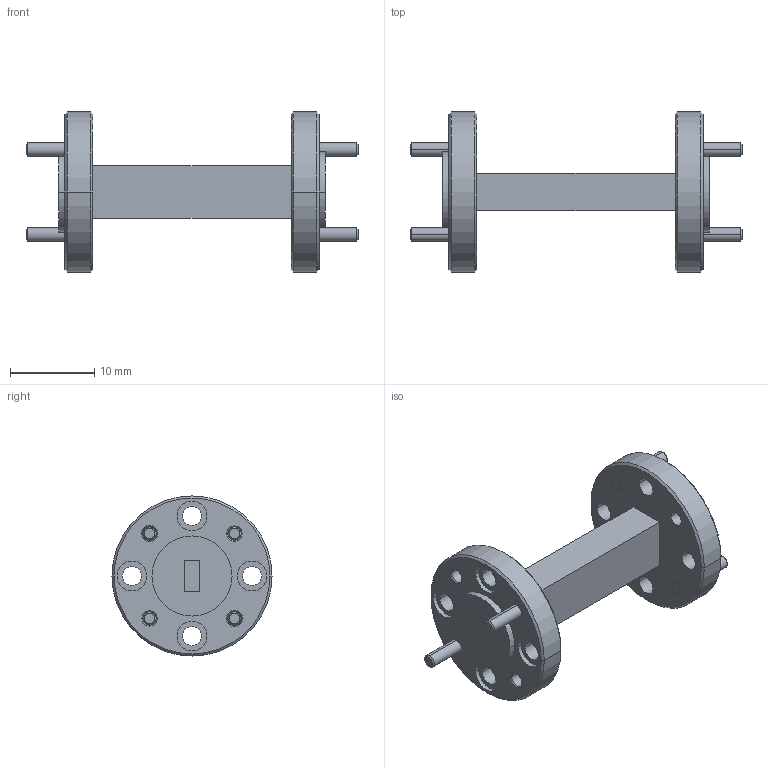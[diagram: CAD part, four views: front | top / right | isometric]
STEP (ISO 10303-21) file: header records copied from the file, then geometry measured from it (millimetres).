
FILE_DESCRIPTION (( 'STEP AP203' ), '1' );
FILE_NAME ('DEFEAUTRED SWG-15013-FB-1.25.STEP', '2020-11-13T17:26:55', ( '' ), ( '' ), 'SwSTEP 2.0', 'SolidWorks 2020', '' );
FILE_SCHEMA (( 'CONFIG_CONTROL_DESIGN' ));
Length unit declared in the file: millimetre
Products named in the file (1): DEFEAUTRED SWG-15013-FB-1.25
Bounding box: 39.5 x 19.05 x 19.05 mm (x, y, z)
Volume: 2516 mm3; surface area: 2407.1 mm2
Topology: 5 solids, 5 shells, 140 faces, 324 edges, 208 vertices
Faces by surface type: cylinder 64, cone 40, plane 36
Entity records: 4173 total; most frequent: DIRECTION 790, CARTESIAN_POINT 673, ORIENTED_EDGE 648, AXIS2_PLACEMENT_3D 325, EDGE_CURVE 324, VERTEX_POINT 208, EDGE_LOOP 186, CIRCLE 184
